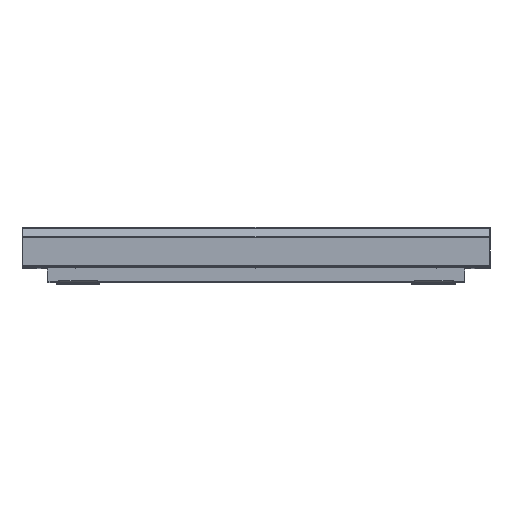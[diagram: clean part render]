
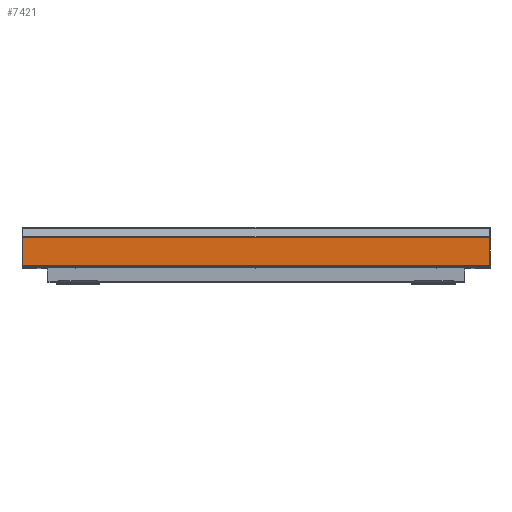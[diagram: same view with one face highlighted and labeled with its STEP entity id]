
A CAD part, top view. The second image highlights one B-rep face of the part: STEP entity #7421.
In plain terms, the highlighted planar face has unit normal (0, 0, 1).
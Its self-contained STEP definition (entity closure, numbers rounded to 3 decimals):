
#707 = CARTESIAN_POINT ( 'NONE',  ( -427.5, -69.906, 543. ) ) ;
#884 = DIRECTION ( 'NONE',  ( 0., -1., 0. ) ) ;
#1770 = ORIENTED_EDGE ( 'NONE', *, *, #11170, .T. ) ;
#2432 = ORIENTED_EDGE ( 'NONE', *, *, #11758, .F. ) ;
#2873 = CARTESIAN_POINT ( 'NONE',  ( -427.5, -19.054, 543. ) ) ;
#3182 = CARTESIAN_POINT ( 'NONE',  ( -427.5, -19.054, 543. ) ) ;
#3297 = EDGE_LOOP ( 'NONE', ( #4462, #2432, #12064, #1770 ) ) ;
#3424 = LINE ( 'NONE', #6821, #11290 ) ;
#4095 = VECTOR ( 'NONE', #7895, 1000. ) ;
#4253 = LINE ( 'NONE', #5960, #4095 ) ;
#4456 = LINE ( 'NONE', #5493, #9038 ) ;
#4462 = ORIENTED_EDGE ( 'NONE', *, *, #10223, .T. ) ;
#4627 = VERTEX_POINT ( 'NONE', #707 ) ;
#5493 = CARTESIAN_POINT ( 'NONE',  ( 427.5, -19.054, 543. ) ) ;
#5960 = CARTESIAN_POINT ( 'NONE',  ( -427.5, -69.906, 543. ) ) ;
#6651 = DIRECTION ( 'NONE',  ( 0., -1., 0. ) ) ;
#6821 = CARTESIAN_POINT ( 'NONE',  ( -427.5, -19.054, 543. ) ) ;
#6881 = VERTEX_POINT ( 'NONE', #11882 ) ;
#6954 = VERTEX_POINT ( 'NONE', #10698 ) ;
#7263 = AXIS2_PLACEMENT_3D ( 'NONE', #3182, #15278, #884 ) ;
#7421 = ADVANCED_FACE ( 'NONE', ( #11863 ), #11707, .T. ) ;
#7752 = LINE ( 'NONE', #2873, #15586 ) ;
#7895 = DIRECTION ( 'NONE',  ( 1., 0., 0. ) ) ;
#8231 = DIRECTION ( 'NONE',  ( 1., 0., 0. ) ) ;
#9038 = VECTOR ( 'NONE', #10399, 1000. ) ;
#9523 = CARTESIAN_POINT ( 'NONE',  ( -427.5, -19.054, 543. ) ) ;
#10223 = EDGE_CURVE ( 'NONE', #4627, #6881, #4253, .T. ) ;
#10399 = DIRECTION ( 'NONE',  ( 0., -1., 0. ) ) ;
#10698 = CARTESIAN_POINT ( 'NONE',  ( 427.5, -19.054, 543. ) ) ;
#10781 = EDGE_CURVE ( 'NONE', #11944, #6954, #3424, .T. ) ;
#11170 = EDGE_CURVE ( 'NONE', #11944, #4627, #7752, .T. ) ;
#11290 = VECTOR ( 'NONE', #8231, 1000. ) ;
#11707 = PLANE ( 'NONE',  #7263 ) ;
#11758 = EDGE_CURVE ( 'NONE', #6954, #6881, #4456, .T. ) ;
#11863 = FACE_OUTER_BOUND ( 'NONE', #3297, .T. ) ;
#11882 = CARTESIAN_POINT ( 'NONE',  ( 427.5, -69.906, 543. ) ) ;
#11944 = VERTEX_POINT ( 'NONE', #9523 ) ;
#12064 = ORIENTED_EDGE ( 'NONE', *, *, #10781, .F. ) ;
#15278 = DIRECTION ( 'NONE',  ( 0., 0., 1. ) ) ;
#15586 = VECTOR ( 'NONE', #6651, 1000. ) ;
